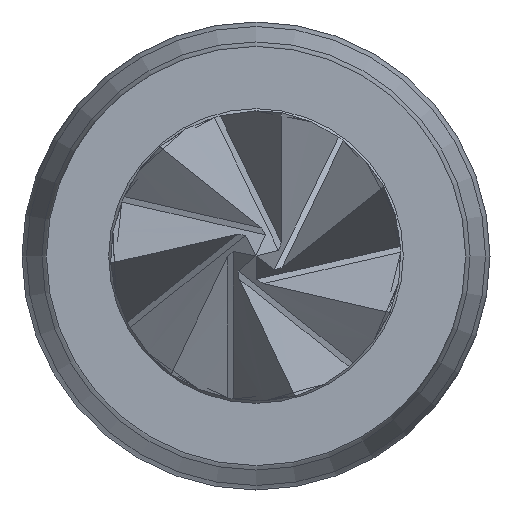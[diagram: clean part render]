
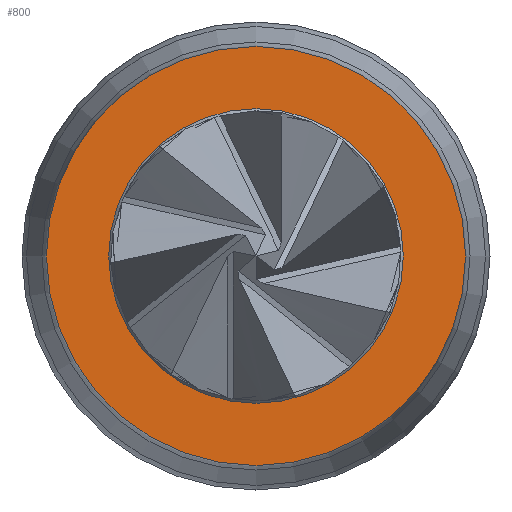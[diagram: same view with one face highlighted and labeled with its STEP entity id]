
A CAD part, left-side view. The second image highlights one B-rep face of the part: STEP entity #800.
In plain terms, the highlighted planar face has unit normal (-1, 0, 0).
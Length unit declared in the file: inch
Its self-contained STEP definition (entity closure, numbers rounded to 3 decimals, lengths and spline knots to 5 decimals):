
#8 = PLANE ( 'NONE',  #1516 ) ;
#61 = DIRECTION ( 'NONE',  ( 0., 0., 1. ) ) ;
#278 = VERTEX_POINT ( 'NONE', #747 ) ;
#294 = DIRECTION ( 'NONE',  ( 0., -1., 0. ) ) ;
#440 = DIRECTION ( 'NONE',  ( -1., 0., 0. ) ) ;
#465 = EDGE_LOOP ( 'NONE', ( #611 ) ) ;
#466 = CIRCLE ( 'NONE', #1312, 0.018 ) ;
#555 = EDGE_CURVE ( 'NONE', #1100, #1100, #1873, .T. ) ;
#611 = ORIENTED_EDGE ( 'NONE', *, *, #1620, .T. ) ;
#696 = DIRECTION ( 'NONE',  ( 1., 0., 0. ) ) ;
#747 = CARTESIAN_POINT ( 'NONE',  ( 0., -0.018, 0. ) ) ;
#786 = CARTESIAN_POINT ( 'NONE',  ( 0., 0., 0.018 ) ) ;
#800 = ADVANCED_FACE ( 'NONE', ( #2004, #1103 ), #8, .T. ) ;
#948 = DIRECTION ( 'NONE',  ( -1., 0., 0. ) ) ;
#1027 = CARTESIAN_POINT ( 'NONE',  ( 0., 0., 0. ) ) ;
#1100 = VERTEX_POINT ( 'NONE', #1400 ) ;
#1103 = FACE_OUTER_BOUND ( 'NONE', #465, .T. ) ;
#1122 = DIRECTION ( 'NONE',  ( 0., -1., 0. ) ) ;
#1140 = AXIS2_PLACEMENT_3D ( 'NONE', #1027, #696, #61 ) ;
#1220 = CARTESIAN_POINT ( 'NONE',  ( 0., 0., 0. ) ) ;
#1312 = AXIS2_PLACEMENT_3D ( 'NONE', #1220, #440, #294 ) ;
#1400 = CARTESIAN_POINT ( 'NONE',  ( 0., 0., 0.01265 ) ) ;
#1516 = AXIS2_PLACEMENT_3D ( 'NONE', #786, #948, #1122 ) ;
#1561 = EDGE_LOOP ( 'NONE', ( #1843 ) ) ;
#1620 = EDGE_CURVE ( 'NONE', #278, #278, #466, .T. ) ;
#1843 = ORIENTED_EDGE ( 'NONE', *, *, #555, .T. ) ;
#1873 = CIRCLE ( 'NONE', #1140, 0.01265 ) ;
#2004 = FACE_BOUND ( 'NONE', #1561, .T. ) ;
